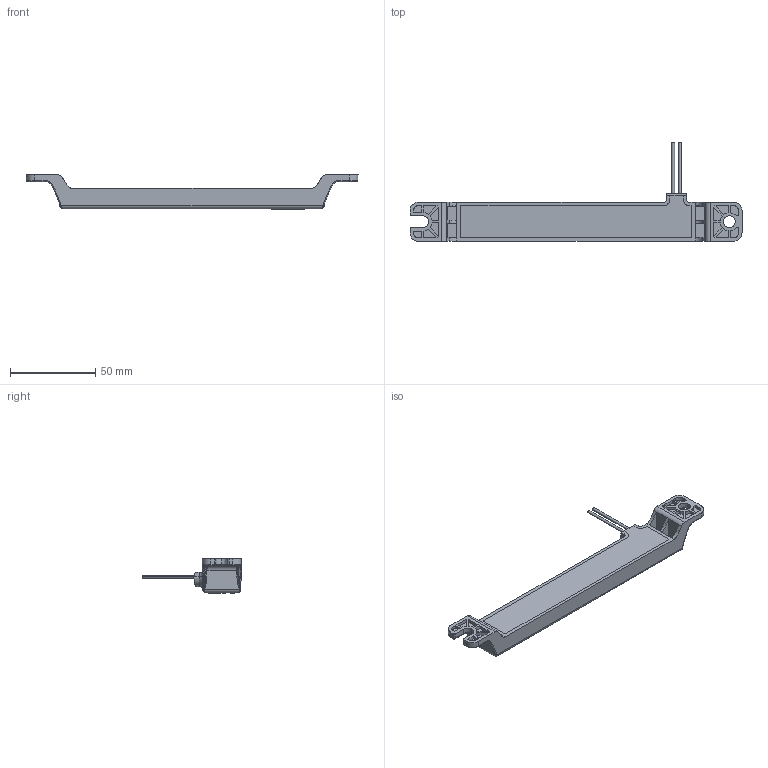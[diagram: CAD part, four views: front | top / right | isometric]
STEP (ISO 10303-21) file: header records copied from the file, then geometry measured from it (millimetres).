
FILE_DESCRIPTION (( 'STEP AP203' ), '1' );
FILE_NAME ('3D KGEA-MRHBC.STEP', '2019-09-17T10:33:47', ( 'AdministradorLocal' ), ( '' ), 'SwSTEP 2.0', 'SolidWorks 2018', '' );
FILE_SCHEMA (( 'CONFIG_CONTROL_DESIGN' ));
Length unit declared in the file: millimetre
Products named in the file (5): SOBREMOLDEO_FINAL; 3D KGEA-MRHBC; CAJA__126mm_CONECTOR_INTEGRADO_DRAFT; CABLE1; CABLE2
Assembly tree (4 placements, depth 2):
  3D KGEA-MRHBC
    CAJA__126mm_CONECTOR_INTEGRADO_DRAFT
    CABLE1
    CABLE2
    SOBREMOLDEO_FINAL
Bounding box: 195 x 58 x 20.2 mm (x, y, z)
Volume: 43980 mm3; surface area: 27269.5 mm2
Topology: 4 solids, 4 shells, 442 faces, 1117 edges, 695 vertices
Faces by surface type: plane 198, bspline 141, cylinder 87, sphere 8, torus 4, cone 4
Entity records: 16662 total; most frequent: CARTESIAN_POINT 6758, ORIENTED_EDGE 2214, DIRECTION 1527, EDGE_CURVE 1107, VERTEX_POINT 695, VECTOR 641, LINE 641, EDGE_LOOP 466
